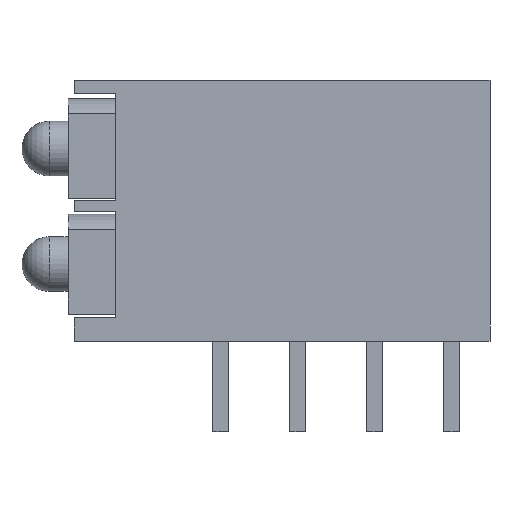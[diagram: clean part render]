
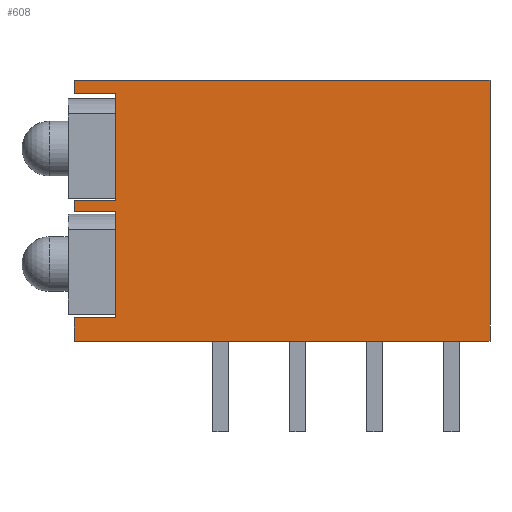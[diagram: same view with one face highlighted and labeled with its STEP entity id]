
A CAD part, front view. The second image highlights one B-rep face of the part: STEP entity #608.
In plain terms, the highlighted free-form (B-spline) face has degree [1, 1] with [2, 2] control points.
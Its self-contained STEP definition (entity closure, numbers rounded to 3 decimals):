
#72=CARTESIAN_POINT('',(-3.454,-1.245,4.267));
#73=VERTEX_POINT('',#72);
#80=CARTESIAN_POINT('',(-4.826,-1.245,4.267));
#81=VERTEX_POINT('',#80);
#82=CARTESIAN_POINT('',(-3.454,-1.245,4.267));
#83=DIRECTION('',(-1.0,0.0,0.0));
#84=VECTOR('',#83,1.372);
#85=LINE('',#82,#84);
#86=EDGE_CURVE('',#73,#81,#85,.T.);
#110=CARTESIAN_POINT('',(-3.454,-1.245,4.648));
#111=VERTEX_POINT('',#110);
#128=CARTESIAN_POINT('',(-4.826,-1.245,4.648));
#129=VERTEX_POINT('',#128);
#136=CARTESIAN_POINT('',(-3.454,-1.245,4.648));
#137=DIRECTION('',(-1.0,0.0,0.0));
#138=VECTOR('',#137,1.372);
#139=LINE('',#136,#138);
#140=EDGE_CURVE('',#111,#129,#139,.T.);
#158=CARTESIAN_POINT('',(-4.826,-1.245,4.267));
#159=DIRECTION('',(0.0,0.0,1.0));
#160=VECTOR('',#159,0.381);
#161=LINE('',#158,#160);
#162=EDGE_CURVE('',#81,#129,#161,.T.);
#174=CARTESIAN_POINT('',(-3.454,-1.245,8.153));
#175=VERTEX_POINT('',#174);
#189=CARTESIAN_POINT('',(-3.454,-1.245,8.153));
#190=DIRECTION('',(0.0,0.0,-1.0));
#191=VECTOR('',#190,3.505);
#192=LINE('',#189,#191);
#193=EDGE_CURVE('',#175,#111,#192,.T.);
#203=CARTESIAN_POINT('',(-4.826,-1.245,8.611));
#204=VERTEX_POINT('',#203);
#221=CARTESIAN_POINT('',(-4.826,-1.245,8.153));
#222=VERTEX_POINT('',#221);
#229=CARTESIAN_POINT('',(-4.826,-1.245,8.153));
#230=DIRECTION('',(0.0,0.0,1.0));
#231=VECTOR('',#230,0.457);
#232=LINE('',#229,#231);
#233=EDGE_CURVE('',#222,#204,#232,.T.);
#244=CARTESIAN_POINT('',(-3.454,-1.245,8.153));
#245=DIRECTION('',(-1.0,0.0,0.0));
#246=VECTOR('',#245,1.372);
#247=LINE('',#244,#246);
#248=EDGE_CURVE('',#175,#222,#247,.T.);
#274=CARTESIAN_POINT('',(8.89,-1.245,8.611));
#275=VERTEX_POINT('',#274);
#276=CARTESIAN_POINT('',(8.89,-1.245,8.611));
#277=DIRECTION('',(-1.0,0.0,0.0));
#278=VECTOR('',#277,13.716);
#279=LINE('',#276,#278);
#280=EDGE_CURVE('',#275,#204,#279,.T.);
#306=CARTESIAN_POINT('',(8.89,-1.245,0.));
#307=VERTEX_POINT('',#306);
#314=CARTESIAN_POINT('',(-4.826,-1.245,0.));
#315=VERTEX_POINT('',#314);
#316=CARTESIAN_POINT('',(-4.826,-1.245,0.));
#317=DIRECTION('',(1.0,0.0,0.0));
#318=VECTOR('',#317,13.716);
#319=LINE('',#316,#318);
#320=EDGE_CURVE('',#315,#307,#319,.T.);
#460=CARTESIAN_POINT('',(-3.454,-1.245,0.762));
#461=VERTEX_POINT('',#460);
#478=CARTESIAN_POINT('',(-4.826,-1.245,0.762));
#479=VERTEX_POINT('',#478);
#486=CARTESIAN_POINT('',(-3.454,-1.245,0.762));
#487=DIRECTION('',(-1.0,0.0,0.0));
#488=VECTOR('',#487,1.372);
#489=LINE('',#486,#488);
#490=EDGE_CURVE('',#461,#479,#489,.T.);
#512=CARTESIAN_POINT('',(-4.826,-1.245,0.));
#513=DIRECTION('',(0.0,0.0,1.0));
#514=VECTOR('',#513,0.762);
#515=LINE('',#512,#514);
#516=EDGE_CURVE('',#315,#479,#515,.T.);
#534=CARTESIAN_POINT('',(-3.454,-1.245,4.267));
#535=DIRECTION('',(0.0,0.0,-1.0));
#536=VECTOR('',#535,3.505);
#537=LINE('',#534,#536);
#538=EDGE_CURVE('',#73,#461,#537,.T.);
#548=CARTESIAN_POINT('',(8.89,-1.245,0.));
#549=DIRECTION('',(0.0,0.0,1.0));
#550=VECTOR('',#549,8.611);
#551=LINE('',#548,#550);
#552=EDGE_CURVE('',#307,#275,#551,.T.);
#589=CARTESIAN_POINT('',(-4.826,-1.245,8.611));
#590=CARTESIAN_POINT('',(8.89,-1.245,8.611));
#591=CARTESIAN_POINT('',(-4.826,-1.245,0.));
#592=CARTESIAN_POINT('',(8.89,-1.245,0.));
#593=B_SPLINE_SURFACE_WITH_KNOTS('',1,1,((#589,#591),(#590,#592)),.UNSPECIFIED.,.F.,.F.,.U.,(2,2),(2,2),(0.0,13.716),(0.0,8.611),.UNSPECIFIED.);
#594=ORIENTED_EDGE('',*,*,#538,.T.);
#595=ORIENTED_EDGE('',*,*,#490,.T.);
#596=ORIENTED_EDGE('',*,*,#516,.F.);
#597=ORIENTED_EDGE('',*,*,#320,.T.);
#598=ORIENTED_EDGE('',*,*,#552,.T.);
#599=ORIENTED_EDGE('',*,*,#280,.T.);
#600=ORIENTED_EDGE('',*,*,#233,.F.);
#601=ORIENTED_EDGE('',*,*,#248,.F.);
#602=ORIENTED_EDGE('',*,*,#193,.T.);
#603=ORIENTED_EDGE('',*,*,#140,.T.);
#604=ORIENTED_EDGE('',*,*,#162,.F.);
#605=ORIENTED_EDGE('',*,*,#86,.F.);
#606=EDGE_LOOP('',(#594,#595,#596,#597,#598,#599,#600,#601,#602,#603,#604,#605));
#607=FACE_OUTER_BOUND('',#606,.T.);
#608=ADVANCED_FACE('',(#607),#593,.F.);
